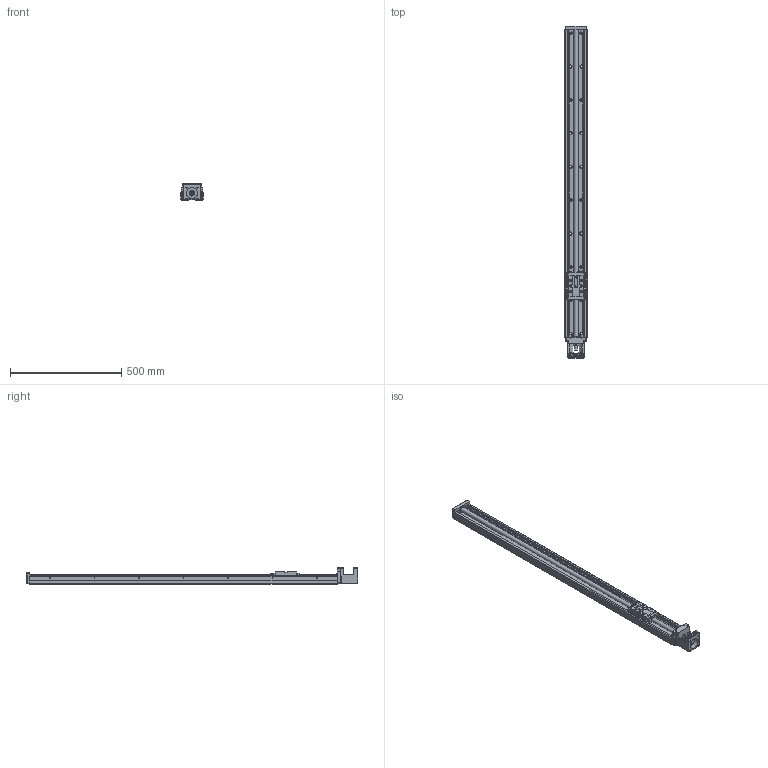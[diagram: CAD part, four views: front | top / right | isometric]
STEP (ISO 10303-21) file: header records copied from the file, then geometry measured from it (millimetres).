
FILE_DESCRIPTION(/* description */ (''),/* implementation_level */ '2;1');
FILE_NAME(/* name */ 'KM55A+1380N0_0050_stp.stp',/* time_stamp */ '2010-01-21T11:08:13+08:00',/* author */ (''),/* organization */ (''),/* preprocessor_version */ 'ST-DEVELOPER v11',/* originating_system */ 'UGS - NX 5.0',/* authorisation */ '');
FILE_SCHEMA (('CONFIG_CONTROL_DESIGN'));
Length unit declared in the file: millimetre
Products named in the file (1): shinE906kqai
Bounding box: 100 x 1490.9 x 72 mm (x, y, z)
Volume: 3635556.6 mm3; surface area: 644978 mm2
Topology: 3 solids, 5 shells, 1199 faces, 3033 edges, 1961 vertices
Faces by surface type: plane 781, cylinder 253, cone 108, extrusion 24, torus 17, sphere 13, bspline 3
Full cylindrical faces by diameter (mm): 1.6 x14, 2.5 x2, 3 x2, 4 x1, 4.2 x4, 5.2 x2, 5.5 x2, 6 x2, 6.4 x2, 6.8 x4, 7.2 x4, 9 x24, 9.5 x12, 10 x12, 10.5 x16, 11 x4, 12 x2, 15 x23, 20 x2, 21 x3, 21.3 x1, 26 x1, 32 x2, 50 x1
Entity records: 34888 total; most frequent: CARTESIAN_POINT 7040, DIRECTION 5601, ORIENTED_EDGE 5402, EDGE_CURVE 2701, VECTOR 1957, LINE 1933, VERTEX_POINT 1885, AXIS2_PLACEMENT_3D 1822
